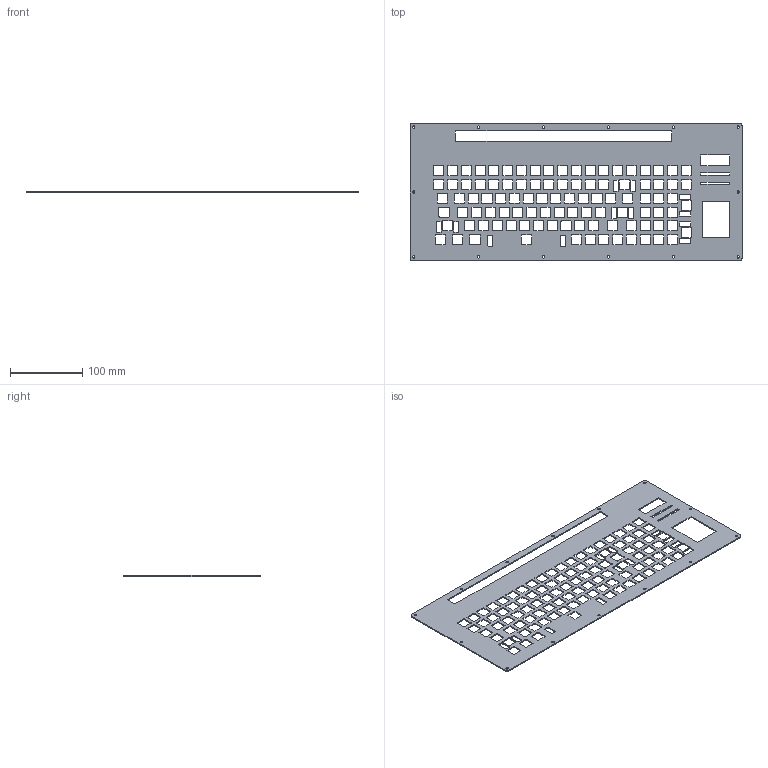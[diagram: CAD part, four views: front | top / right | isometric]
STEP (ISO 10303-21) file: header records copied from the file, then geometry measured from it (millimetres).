
FILE_DESCRIPTION(/* description */ (''),/* implementation_level */ '2;1');
FILE_NAME(/* name */ 'plate-raw v16.step',/* time_stamp */ '2025-06-06T08:36:30+12:00',/* author */ (''),/* organization */ (''),/* preprocessor_version */ 'ST-DEVELOPER v20.1',/* originating_system */ 'Autodesk Translation Framework v14.10.0.0',/* authorisation */ '');
FILE_SCHEMA (('AUTOMOTIVE_DESIGN { 1 0 10303 214 3 1 1 }'));
Length unit declared in the file: millimetre
Products named in the file (1): plate-raw
Bounding box: 460 x 190 x 1.5 mm (x, y, z)
Volume: 88834 mm3; surface area: 131272.4 mm2
Topology: 1 solids, 1 shells, 944 faces, 2826 edges, 1884 vertices
Faces by surface type: plane 474, cylinder 470
Full cylindrical faces by diameter (mm): 3.2 x14
Entity records: 32596 total; most frequent: DIRECTION 5656, CARTESIAN_POINT 5655, ORIENTED_EDGE 5652, EDGE_CURVE 2826, LINE 1886, VECTOR 1886, AXIS2_PLACEMENT_3D 1885, VERTEX_POINT 1884
